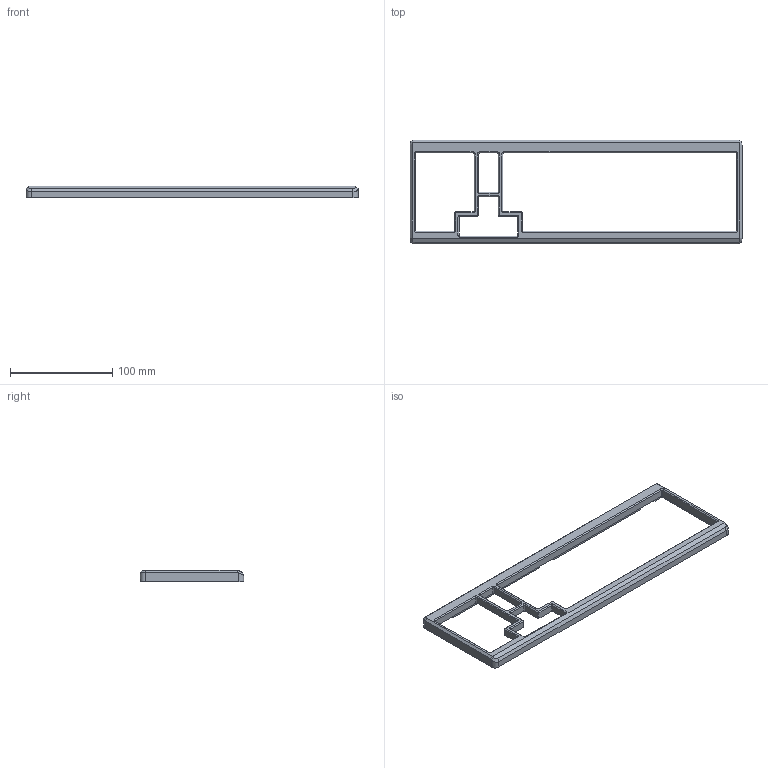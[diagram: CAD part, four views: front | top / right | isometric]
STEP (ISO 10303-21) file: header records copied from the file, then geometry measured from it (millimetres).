
FILE_DESCRIPTION(/* description */ (''),/* implementation_level */ '2;1');
FILE_NAME(/* name */ 'lhm18_case_top.step',/* time_stamp */ '2020-04-16T19:27:48-07:00',/* author */ (''),/* organization */ (''),/* preprocessor_version */ 'ST-DEVELOPER v18.1',/* originating_system */ 'Autodesk Translation Framework v9.2.0.1227',/* authorisation */ '');
FILE_SCHEMA (('AUTOMOTIVE_DESIGN { 1 0 10303 214 3 1 1 }'));
Length unit declared in the file: millimetre
Products named in the file (2): Mini SP_Case Top_v2; Switch Plate v6
Assembly tree (1 placements, depth 2):
  Mini SP_Case Top_v2
    Switch Plate v6
Bounding box: 325 x 101.41 x 11.5 mm (x, y, z)
Volume: 90631 mm3; surface area: 38995 mm2
Topology: 1 solids, 1 shells, 172 faces, 419 edges, 256 vertices
Faces by surface type: plane 100, cylinder 38, cone 24, bspline 10
Full cylindrical faces by diameter (mm): 3.2 x10
Entity records: 5509 total; most frequent: CARTESIAN_POINT 1422, ORIENTED_EDGE 830, DIRECTION 825, EDGE_CURVE 415, LINE 303, VECTOR 303, AXIS2_PLACEMENT_3D 261, VERTEX_POINT 256
